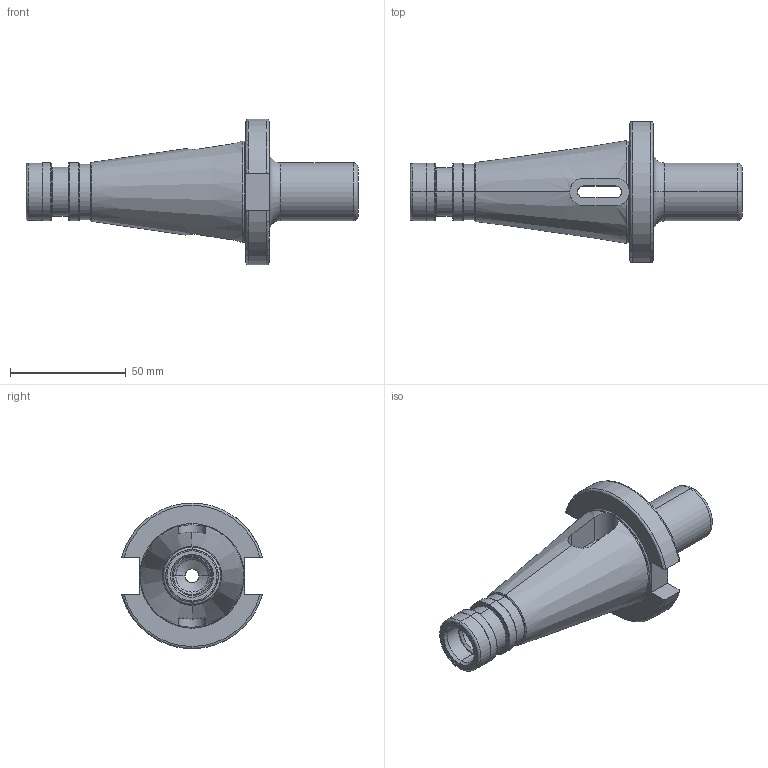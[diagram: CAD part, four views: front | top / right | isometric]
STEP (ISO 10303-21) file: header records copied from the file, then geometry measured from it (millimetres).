
FILE_DESCRIPTION (( 'STEP AP203' ), '1' );
FILE_NAME ('91402-MK003065.STEP', '2015-05-13T12:38:17', ( '' ), ( '' ), 'SwSTEP 2.0', 'SolidWorks 2009', '' );
FILE_SCHEMA (( 'CONFIG_CONTROL_DESIGN' ));
Length unit declared in the file: millimetre
Products named in the file (3): ISO40 CAP; 91402-MK003065; ISO40 MTA1 050
Assembly tree (2 placements, depth 2):
  91402-MK003065
    ISO40 CAP
    ISO40 MTA1 050
Bounding box: 143.4 x 60.91 x 62.88 mm (x, y, z)
Volume: 105150 mm3; surface area: 26554.7 mm2
Topology: 2 solids, 2 shells, 121 faces, 293 edges, 180 vertices
Faces by surface type: cylinder 39, torus 32, plane 30, cone 20
Entity records: 4172 total; most frequent: CARTESIAN_POINT 1001, DIRECTION 643, ORIENTED_EDGE 586, EDGE_CURVE 293, AXIS2_PLACEMENT_3D 272, VERTEX_POINT 180, CIRCLE 146, EDGE_LOOP 133
